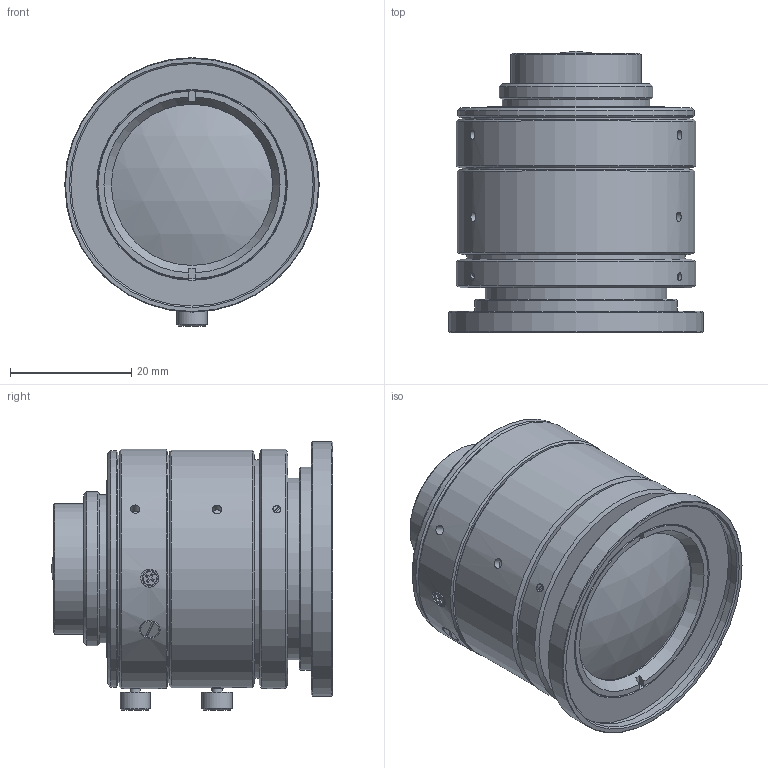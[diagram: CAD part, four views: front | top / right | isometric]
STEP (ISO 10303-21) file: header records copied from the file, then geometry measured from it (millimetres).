
FILE_DESCRIPTION(/* description */ ('Unknown'),/* implementation_level */ '2;1');
FILE_NAME(/* name */ 'V1228-MPY2_210217',/* time_stamp */ '2021-02-17T15:47:58+09:00',/* author */ ('Unknown'),/* organization */ ('Unknown'),/* preprocessor_version */ 'ST-DEVELOPER v16.7',/* originating_system */ 'DEX',/* authorisation */ $);
FILE_SCHEMA (('AUTOMOTIVE_DESIGN { 1 0 10303 214 3 1 1 }','AUTOMOTIVE_DESIGN {1 0 10303 214 3 1 1}'));
Length unit declared in the file: millimetre
Products named in the file (1): Reference 3D-drawing of V1228-MPY2_12mm
Bounding box: 42 x 46.42 x 44.35 mm (x, y, z)
Volume: 43819.2 mm3; surface area: 10419.5 mm2
Topology: 1 solids, 5 shells, 278 faces, 688 edges, 458 vertices
Faces by surface type: plane 166, cylinder 68, cone 40, sphere 2, torus 2
Full cylindrical faces by diameter (mm): 1.321 x6, 1.5 x1, 1.567 x5, 1.7 x6, 1.8 x3, 2 x1, 2.5 x2, 2.8 x1, 3 x5, 3.4 x1, 3.5 x3, 4.999 x2, 16.8 x1, 21.5 x1, 24.4 x1, 25.4 x1, 26.6 x1, 30 x1, 33.5 x1, 36.1 x1, 37.6 x2, 39 x1, 39.2 x1, 39.5 x2, 40 x1, 40.5 x1, 42 x1
Entity records: 9585 total; most frequent: CARTESIAN_POINT 1597, DIRECTION 1222, ORIENTED_EDGE 1108, EDGE_CURVE 554, AXIS2_PLACEMENT_3D 434, VERTEX_POINT 415, EDGE_LOOP 413, FACE_BOUND 413
